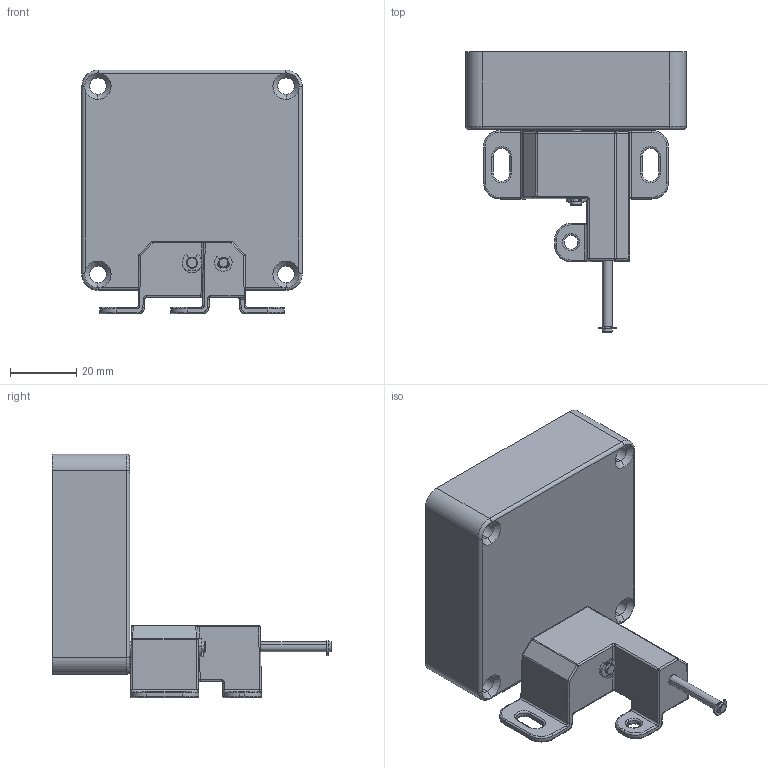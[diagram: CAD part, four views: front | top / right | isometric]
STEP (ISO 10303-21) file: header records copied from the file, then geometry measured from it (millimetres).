
FILE_DESCRIPTION (( 'STEP AP203' ), '1' );
FILE_NAME ('Flexlock Låsbleck A placering.STEP', '2016-03-14T14:17:45', ( 'RH' ), ( 'Hewlett-Packard Company' ), 'SwSTEP 2.0', 'SolidWorks 2015', '' );
FILE_SCHEMA (( 'CONFIG_CONTROL_DESIGN' ));
Length unit declared in the file: millimetre
Products named in the file (10): Låstapp; Spring-20x0,5x3,5 dummy 14,5mm_Spring-5842-Lesjofors; Spring-38,5x0,63xDm5 dummy 14mm_Spring-5894-Lesjofors; Motlås kraftig KPL_Position 2; Solid dummy_With insert M3; Flexlock Låsbleck A placering; Hållare kraftig; Utstötare kraftig; Stoppring plast 2,3; Spårryttare RS-2.3-Steel_RS-2_3-Steel
Assembly tree (9 placements, depth 3):
  Flexlock Låsbleck A placering
    Solid dummy_With insert M3
    Motlås kraftig KPL_Position 2
      Hållare kraftig
      Utstötare kraftig
      Stoppring plast 2,3
      Spårryttare RS-2.3-Steel_RS-2_3-Steel
      Låstapp
      Spring-20x0,5x3,5 dummy 14,5mm_Spring-5842-Lesjofors
      Spring-38,5x0,63xDm5 dummy 14mm_Spring-5894-Lesjofors
Bounding box: 66.75 x 84.75 x 73.85 mm (x, y, z)
Volume: 109683 mm3; surface area: 26012.4 mm2
Topology: 8 solids, 8 shells, 412 faces, 967 edges, 565 vertices
Faces by surface type: cylinder 198, plane 79, bspline 57, torus 42, sphere 22, cone 14
Entity records: 28199 total; most frequent: CARTESIAN_POINT 18094, DIRECTION 1964, ORIENTED_EDGE 1910, EDGE_CURVE 955, AXIS2_PLACEMENT_3D 801, VERTEX_POINT 565, EDGE_LOOP 442, CIRCLE 433
